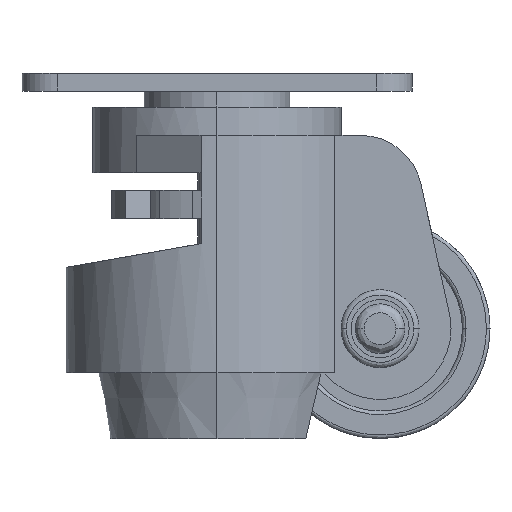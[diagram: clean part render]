
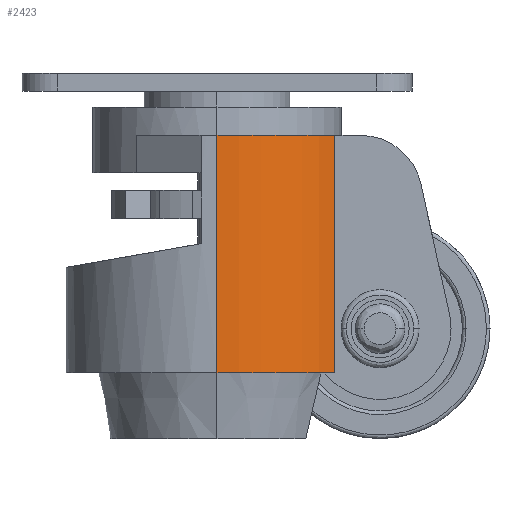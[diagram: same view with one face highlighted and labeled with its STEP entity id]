
A CAD part, left-side view. The second image highlights one B-rep face of the part: STEP entity #2423.
In plain terms, the highlighted cylindrical face has radius 42.5 mm (diameter 85 mm), a partial arc.
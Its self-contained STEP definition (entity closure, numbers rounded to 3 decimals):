
#494 = LINE ( 'NONE', #4201, #1881 ) ;
#695 = CYLINDRICAL_SURFACE ( 'NONE', #6873, 42.5 ) ;
#784 = VERTEX_POINT ( 'NONE', #883 ) ;
#827 = EDGE_CURVE ( 'NONE', #3940, #784, #494, .T. ) ;
#857 = CARTESIAN_POINT ( 'NONE',  ( 0., 0., -17.5 ) ) ;
#883 = CARTESIAN_POINT ( 'NONE',  ( -26.533, -33.2, -17.5 ) ) ;
#1705 = AXIS2_PLACEMENT_3D ( 'NONE', #2535, #2571, #1969 ) ;
#1809 = VERTEX_POINT ( 'NONE', #3916 ) ;
#1865 = DIRECTION ( 'NONE',  ( 0., 0., 1. ) ) ;
#1881 = VECTOR ( 'NONE', #2669, 1000. ) ;
#1969 = DIRECTION ( 'NONE',  ( 1., 0., 0. ) ) ;
#2039 = CARTESIAN_POINT ( 'NONE',  ( -42.5, 0., -17.5 ) ) ;
#2209 = ORIENTED_EDGE ( 'NONE', *, *, #4783, .F. ) ;
#2423 = ADVANCED_FACE ( 'NONE', ( #6200 ), #695, .T. ) ;
#2535 = CARTESIAN_POINT ( 'NONE',  ( 0., 0., -84.5 ) ) ;
#2571 = DIRECTION ( 'NONE',  ( 0., 0., 1. ) ) ;
#2601 = LINE ( 'NONE', #4777, #6741 ) ;
#2669 = DIRECTION ( 'NONE',  ( 0., 0., 1. ) ) ;
#2731 = AXIS2_PLACEMENT_3D ( 'NONE', #857, #5214, #6918 ) ;
#3320 = DIRECTION ( 'NONE',  ( 0., 0., 1. ) ) ;
#3397 = DIRECTION ( 'NONE',  ( 1., 0., 0. ) ) ;
#3902 = CARTESIAN_POINT ( 'NONE',  ( 0., 0., -51. ) ) ;
#3916 = CARTESIAN_POINT ( 'NONE',  ( -42.5, 0., -84.5 ) ) ;
#3940 = VERTEX_POINT ( 'NONE', #4001 ) ;
#4001 = CARTESIAN_POINT ( 'NONE',  ( -26.533, -33.2, -84.5 ) ) ;
#4201 = CARTESIAN_POINT ( 'NONE',  ( -26.533, -33.2, -51. ) ) ;
#4517 = EDGE_CURVE ( 'NONE', #1809, #3940, #6969, .T. ) ;
#4703 = EDGE_CURVE ( 'NONE', #1809, #5205, #2601, .T. ) ;
#4777 = CARTESIAN_POINT ( 'NONE',  ( -42.5, 0., -51. ) ) ;
#4783 = EDGE_CURVE ( 'NONE', #5205, #784, #5823, .T. ) ;
#5205 = VERTEX_POINT ( 'NONE', #2039 ) ;
#5214 = DIRECTION ( 'NONE',  ( 0., 0., 1. ) ) ;
#5571 = ORIENTED_EDGE ( 'NONE', *, *, #827, .T. ) ;
#5823 = CIRCLE ( 'NONE', #2731, 42.5 ) ;
#6200 = FACE_OUTER_BOUND ( 'NONE', #6563, .T. ) ;
#6563 = EDGE_LOOP ( 'NONE', ( #6784, #6830, #5571, #2209 ) ) ;
#6741 = VECTOR ( 'NONE', #3320, 1000. ) ;
#6784 = ORIENTED_EDGE ( 'NONE', *, *, #4703, .F. ) ;
#6830 = ORIENTED_EDGE ( 'NONE', *, *, #4517, .T. ) ;
#6873 = AXIS2_PLACEMENT_3D ( 'NONE', #3902, #1865, #3397 ) ;
#6918 = DIRECTION ( 'NONE',  ( 1., 0., 0. ) ) ;
#6969 = CIRCLE ( 'NONE', #1705, 42.5 ) ;
